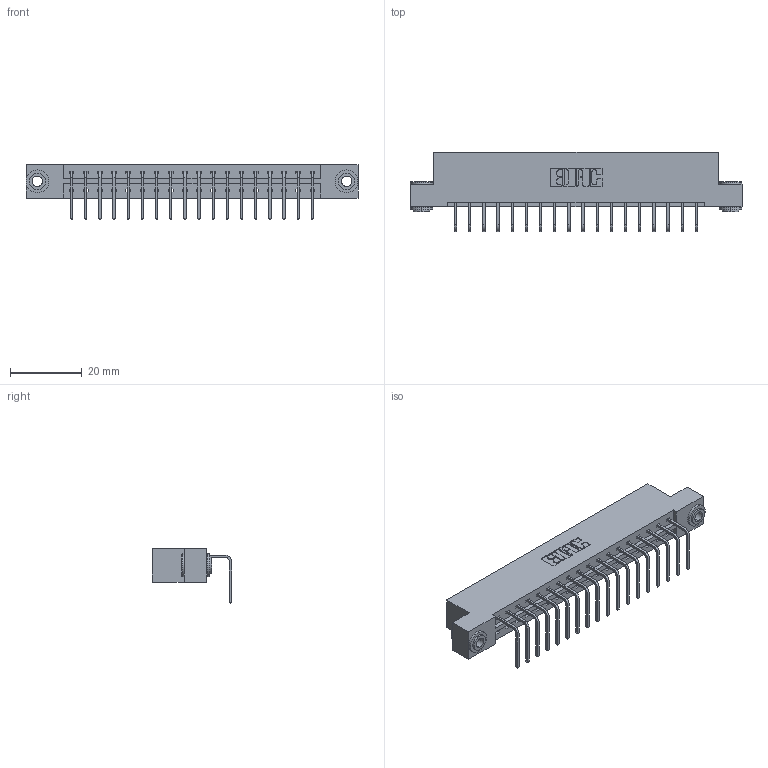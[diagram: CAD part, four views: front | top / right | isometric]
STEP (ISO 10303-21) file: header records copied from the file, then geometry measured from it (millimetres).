
FILE_DESCRIPTION (( 'STEP AP203' ), '1' );
FILE_NAME ('833-018-558-103.STEP', '2020-05-31T23:09:59', ( '' ), ( '' ), 'SwSTEP 2.0', 'SolidWorks 2020', '' );
FILE_SCHEMA (( 'CONFIG_CONTROL_DESIGN' ));
Length unit declared in the file: inch
Products named in the file (4): 345-250-002_345-250-002-102; 833 Part_Flush - .156 Dia - TH; 345-292-001_558 Tail - 2; 833-018-558-103
Assembly tree (21 placements, depth 2):
  833-018-558-103
    833 Part_Flush - .156 Dia - TH
    345-292-001_558 Tail - 2  x18
    345-250-002_345-250-002-102  x2
Bounding box: 92.86 x 22.17 x 15.37 mm (x, y, z)
Volume: 9217.5 mm3; surface area: 10411.5 mm2
Topology: 21 solids, 21 shells, 1232 faces, 3663 edges, 2414 vertices
Faces by surface type: plane 872, cylinder 352, cone 8
Entity records: 14842 total; most frequent: CARTESIAN_POINT 2543, ORIENTED_EDGE 2490, DIRECTION 2227, EDGE_CURVE 1245, VECTOR 1093, LINE 1093, VERTEX_POINT 826, AXIS2_PLACEMENT_3D 567
